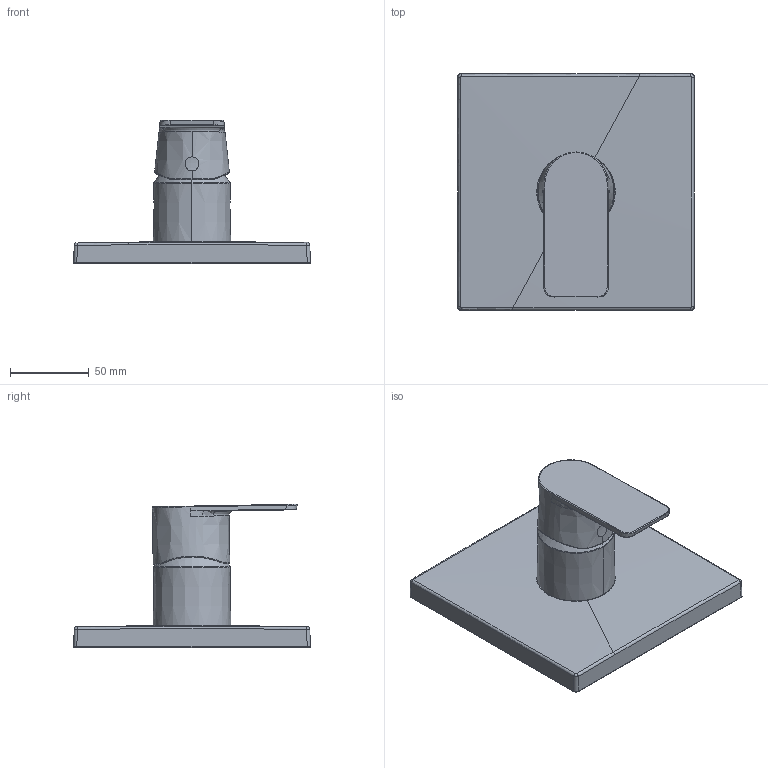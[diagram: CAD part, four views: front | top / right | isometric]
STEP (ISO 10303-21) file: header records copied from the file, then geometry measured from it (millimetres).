
FILE_DESCRIPTION (( 'STEP AP203' ), '1' );
FILE_NAME ('87859073(2021).STEP', '2020-10-29T12:49:47', ( '' ), ( '' ), 'SwSTEP 2.0', 'SolidWorks 2016', '' );
FILE_SCHEMA (( 'CONFIG_CONTROL_DESIGN' ));
Length unit declared in the file: millimetre
Products named in the file (1): 87859073(2021)
Bounding box: 149.97 x 149.97 x 91.01 mm (x, y, z)
Volume: 449947.7 mm3; surface area: 68010.7 mm2
Topology: 1 solids, 1 shells, 74 faces, 179 edges, 109 vertices
Faces by surface type: bspline 45, plane 11, cylinder 8, torus 4, sphere 4, cone 2
Entity records: 8604 total; most frequent: CARTESIAN_POINT 7114, ORIENTED_EDGE 358, DIRECTION 181, EDGE_CURVE 179, VERTEX_POINT 109, B_SPLINE_CURVE_WITH_KNOTS 96, EDGE_LOOP 76, FACE_OUTER_BOUND 74
